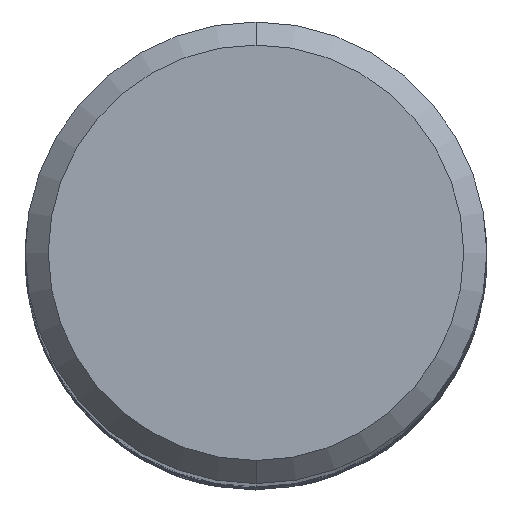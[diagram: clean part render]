
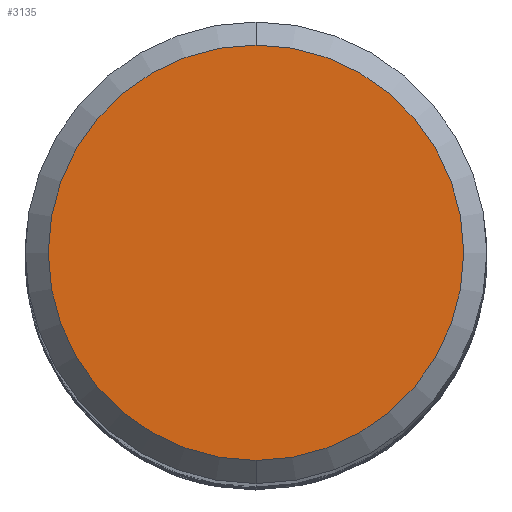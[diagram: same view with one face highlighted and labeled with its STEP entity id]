
A CAD part, top view. The second image highlights one B-rep face of the part: STEP entity #3135.
In plain terms, the highlighted planar face has unit normal (0, 0, 1).
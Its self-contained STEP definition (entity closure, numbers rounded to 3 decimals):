
#1457=EDGE_CURVE('',#2701,#3097,#3941,.T.);
#2701=VERTEX_POINT('',#5282);
#3097=VERTEX_POINT('',#5712);
#3117=EDGE_CURVE('',#3097,#2701,#5733,.T.);
#3135=ADVANCED_FACE('',(#5751),#5752,.T.);
#3941=CIRCLE('',#10305,5.4);
#5282=CARTESIAN_POINT('',(0.0,5.4,0.0));
#5712=CARTESIAN_POINT('',(0.,-5.4,0.0));
#5733=CIRCLE('',#33475,5.4);
#5751=FACE_OUTER_BOUND('',#33588,.T.);
#5752=PLANE('',#33589);
#10305=AXIS2_PLACEMENT_3D('',#40149,#40150,#40151);
#33475=AXIS2_PLACEMENT_3D('',#41933,#41934,#41935);
#33588=EDGE_LOOP('',(#41937,#41938));
#33589=AXIS2_PLACEMENT_3D('',#41939,#41940,#41941);
#40149=CARTESIAN_POINT('',(0.0,0.0,0.0));
#40150=DIRECTION('',(0.0,0.0,-1.0));
#40151=DIRECTION('',(0.0,1.0,0.0));
#41933=CARTESIAN_POINT('',(0.0,0.0,0.0));
#41934=DIRECTION('',(0.0,0.0,-1.0));
#41935=DIRECTION('',(0.0,1.0,0.0));
#41937=ORIENTED_EDGE('',*,*,#1457,.F.);
#41938=ORIENTED_EDGE('',*,*,#3117,.F.);
#41939=CARTESIAN_POINT('',(0.0,2.7,0.0));
#41940=DIRECTION('',(-0.0,0.0,1.0));
#41941=DIRECTION('',(0.0,-1.0,0.0));
